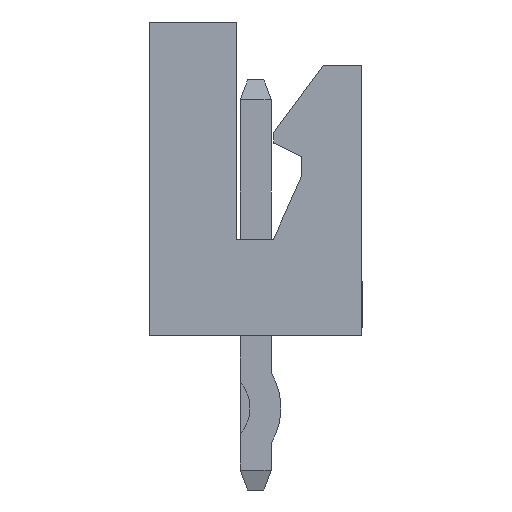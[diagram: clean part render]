
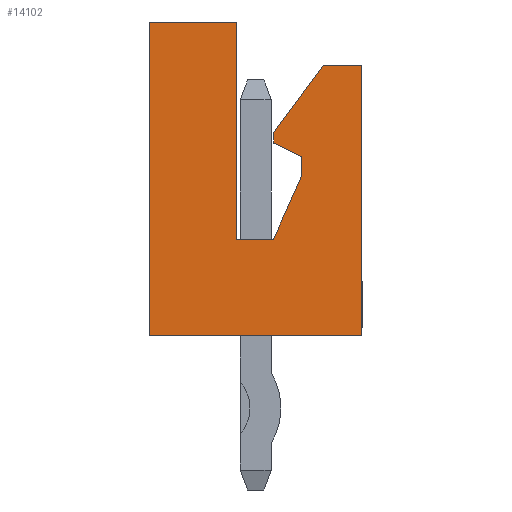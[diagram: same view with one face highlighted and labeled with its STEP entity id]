
A CAD part, left-side view. The second image highlights one B-rep face of the part: STEP entity #14102.
In plain terms, the highlighted planar face has unit normal (-1, 0, 0).
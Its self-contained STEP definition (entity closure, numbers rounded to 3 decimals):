
#34 = LINE ( 'NONE', #6938, #19970 ) ;
#196 = ORIENTED_EDGE ( 'NONE', *, *, #472, .F. ) ;
#330 = EDGE_CURVE ( 'NONE', #14163, #1915, #9638, .T. ) ;
#393 = AXIS2_PLACEMENT_3D ( 'NONE', #1352, #12291, #2940 ) ;
#421 = VERTEX_POINT ( 'NONE', #12564 ) ;
#472 = EDGE_CURVE ( 'NONE', #8699, #2165, #12578, .T. ) ;
#513 = DIRECTION ( 'NONE',  ( 0., 0., -1. ) ) ;
#536 = CARTESIAN_POINT ( 'NONE',  ( -13.75, -0.956, 3.712 ) ) ;
#541 = DIRECTION ( 'NONE',  ( 0., 0.593, -0.805 ) ) ;
#1013 = EDGE_CURVE ( 'NONE', #5809, #17858, #12108, .T. ) ;
#1352 = CARTESIAN_POINT ( 'NONE',  ( -13.75, -2.2, 6.5 ) ) ;
#1494 = VECTOR ( 'NONE', #513, 1000. ) ;
#1915 = VERTEX_POINT ( 'NONE', #2218 ) ;
#1944 = DIRECTION ( 'NONE',  ( 0., 0., -1. ) ) ;
#2012 = CARTESIAN_POINT ( 'NONE',  ( -13.75, 0.4, 5.6 ) ) ;
#2155 = CARTESIAN_POINT ( 'NONE',  ( -13.75, -0.368, 3.992 ) ) ;
#2165 = VERTEX_POINT ( 'NONE', #19072 ) ;
#2218 = CARTESIAN_POINT ( 'NONE',  ( -13.75, -0.368, 3.992 ) ) ;
#2317 = EDGE_CURVE ( 'NONE', #3539, #421, #13464, .T. ) ;
#2446 = LINE ( 'NONE', #16092, #10697 ) ;
#2476 = CARTESIAN_POINT ( 'NONE',  ( -13.75, 0.4, 2. ) ) ;
#2599 = VECTOR ( 'NONE', #15975, 1000. ) ;
#2849 = ORIENTED_EDGE ( 'NONE', *, *, #17274, .T. ) ;
#2940 = DIRECTION ( 'NONE',  ( 0., 0., -1. ) ) ;
#3056 = CARTESIAN_POINT ( 'NONE',  ( -13.75, -0.368, 4.2 ) ) ;
#3065 = LINE ( 'NONE', #17554, #2599 ) ;
#3111 = VERTEX_POINT ( 'NONE', #17379 ) ;
#3221 = EDGE_CURVE ( 'NONE', #421, #18848, #2446, .T. ) ;
#3421 = CARTESIAN_POINT ( 'NONE',  ( -13.75, -2.2, 0. ) ) ;
#3539 = VERTEX_POINT ( 'NONE', #6991 ) ;
#3784 = DIRECTION ( 'NONE',  ( 0., 0., -1. ) ) ;
#3993 = EDGE_CURVE ( 'NONE', #1915, #3539, #7640, .T. ) ;
#4170 = DIRECTION ( 'NONE',  ( 0., -0.903, -0.43 ) ) ;
#4266 = VECTOR ( 'NONE', #16657, 1000. ) ;
#4570 = VERTEX_POINT ( 'NONE', #10262 ) ;
#4608 = VECTOR ( 'NONE', #19214, 1000. ) ;
#4651 = ORIENTED_EDGE ( 'NONE', *, *, #19061, .T. ) ;
#5136 = DIRECTION ( 'NONE',  ( 0., -1., 0. ) ) ;
#5547 = FACE_OUTER_BOUND ( 'NONE', #5817, .T. ) ;
#5809 = VERTEX_POINT ( 'NONE', #2476 ) ;
#5812 = ORIENTED_EDGE ( 'NONE', *, *, #15696, .T. ) ;
#5817 = EDGE_LOOP ( 'NONE', ( #8967, #7815, #16870, #4651, #2849, #16285, #196, #5812, #16871, #19194, #10825, #6574 ) ) ;
#5950 = PLANE ( 'NONE',  #393 ) ;
#6574 = ORIENTED_EDGE ( 'NONE', *, *, #3221, .T. ) ;
#6938 = CARTESIAN_POINT ( 'NONE',  ( -13.75, 2.2, 6.5 ) ) ;
#6991 = CARTESIAN_POINT ( 'NONE',  ( -13.75, -0.956, 3.712 ) ) ;
#7637 = LINE ( 'NONE', #19399, #16050 ) ;
#7640 = LINE ( 'NONE', #2155, #16052 ) ;
#7733 = LINE ( 'NONE', #12907, #16142 ) ;
#7815 = ORIENTED_EDGE ( 'NONE', *, *, #1013, .T. ) ;
#7940 = CARTESIAN_POINT ( 'NONE',  ( -13.75, -0.368, 4.2 ) ) ;
#7962 = VECTOR ( 'NONE', #20099, 1000. ) ;
#8699 = VERTEX_POINT ( 'NONE', #10189 ) ;
#8967 = ORIENTED_EDGE ( 'NONE', *, *, #17835, .T. ) ;
#9638 = LINE ( 'NONE', #7940, #18068 ) ;
#10189 = CARTESIAN_POINT ( 'NONE',  ( -13.75, -1.4, 5.6 ) ) ;
#10262 = CARTESIAN_POINT ( 'NONE',  ( -13.75, 2.2, 0. ) ) ;
#10366 = DIRECTION ( 'NONE',  ( 0., 0.408, -0.913 ) ) ;
#10697 = VECTOR ( 'NONE', #10366, 1000. ) ;
#10825 = ORIENTED_EDGE ( 'NONE', *, *, #2317, .T. ) ;
#11821 = CARTESIAN_POINT ( 'NONE',  ( -13.75, -2.2, 6.5 ) ) ;
#12108 = LINE ( 'NONE', #15139, #7962 ) ;
#12291 = DIRECTION ( 'NONE',  ( 1., 0., 0. ) ) ;
#12564 = CARTESIAN_POINT ( 'NONE',  ( -13.75, -0.956, 3.316 ) ) ;
#12578 = LINE ( 'NONE', #2012, #16332 ) ;
#12604 = CARTESIAN_POINT ( 'NONE',  ( -13.75, -0.368, 2. ) ) ;
#12876 = CARTESIAN_POINT ( 'NONE',  ( -13.75, 0.4, 6.5 ) ) ;
#12907 = CARTESIAN_POINT ( 'NONE',  ( -13.75, -2.2, 6.5 ) ) ;
#13464 = LINE ( 'NONE', #536, #1494 ) ;
#14102 = ADVANCED_FACE ( 'NONE', ( #5547 ), #5950, .F. ) ;
#14163 = VERTEX_POINT ( 'NONE', #3056 ) ;
#14795 = CARTESIAN_POINT ( 'NONE',  ( -13.75, -2.2, 0. ) ) ;
#15139 = CARTESIAN_POINT ( 'NONE',  ( -13.75, 0.4, 5.6 ) ) ;
#15235 = DIRECTION ( 'NONE',  ( 0., 0., -1. ) ) ;
#15696 = EDGE_CURVE ( 'NONE', #8699, #14163, #7637, .T. ) ;
#15975 = DIRECTION ( 'NONE',  ( 0., 1., 0. ) ) ;
#16050 = VECTOR ( 'NONE', #541, 1000. ) ;
#16052 = VECTOR ( 'NONE', #4170, 1000. ) ;
#16092 = CARTESIAN_POINT ( 'NONE',  ( -13.75, -0.956, 3.316 ) ) ;
#16142 = VECTOR ( 'NONE', #1944, 1000. ) ;
#16285 = ORIENTED_EDGE ( 'NONE', *, *, #20061, .F. ) ;
#16332 = VECTOR ( 'NONE', #5136, 1000. ) ;
#16657 = DIRECTION ( 'NONE',  ( 0., -1., 0. ) ) ;
#16824 = LINE ( 'NONE', #11821, #4266 ) ;
#16870 = ORIENTED_EDGE ( 'NONE', *, *, #18126, .F. ) ;
#16871 = ORIENTED_EDGE ( 'NONE', *, *, #330, .T. ) ;
#16895 = VERTEX_POINT ( 'NONE', #14795 ) ;
#17159 = LINE ( 'NONE', #3421, #4608 ) ;
#17274 = EDGE_CURVE ( 'NONE', #4570, #16895, #17159, .T. ) ;
#17379 = CARTESIAN_POINT ( 'NONE',  ( -13.75, 2.2, 6.5 ) ) ;
#17554 = CARTESIAN_POINT ( 'NONE',  ( -13.75, -0.368, 2. ) ) ;
#17835 = EDGE_CURVE ( 'NONE', #18848, #5809, #3065, .T. ) ;
#17858 = VERTEX_POINT ( 'NONE', #12876 ) ;
#18068 = VECTOR ( 'NONE', #15235, 1000. ) ;
#18126 = EDGE_CURVE ( 'NONE', #3111, #17858, #16824, .T. ) ;
#18848 = VERTEX_POINT ( 'NONE', #12604 ) ;
#19061 = EDGE_CURVE ( 'NONE', #3111, #4570, #34, .T. ) ;
#19072 = CARTESIAN_POINT ( 'NONE',  ( -13.75, -2.2, 5.6 ) ) ;
#19194 = ORIENTED_EDGE ( 'NONE', *, *, #3993, .T. ) ;
#19214 = DIRECTION ( 'NONE',  ( 0., -1., 0. ) ) ;
#19399 = CARTESIAN_POINT ( 'NONE',  ( -13.75, -1.4, 5.6 ) ) ;
#19970 = VECTOR ( 'NONE', #3784, 1000. ) ;
#20061 = EDGE_CURVE ( 'NONE', #2165, #16895, #7733, .T. ) ;
#20099 = DIRECTION ( 'NONE',  ( 0., 0., 1. ) ) ;
